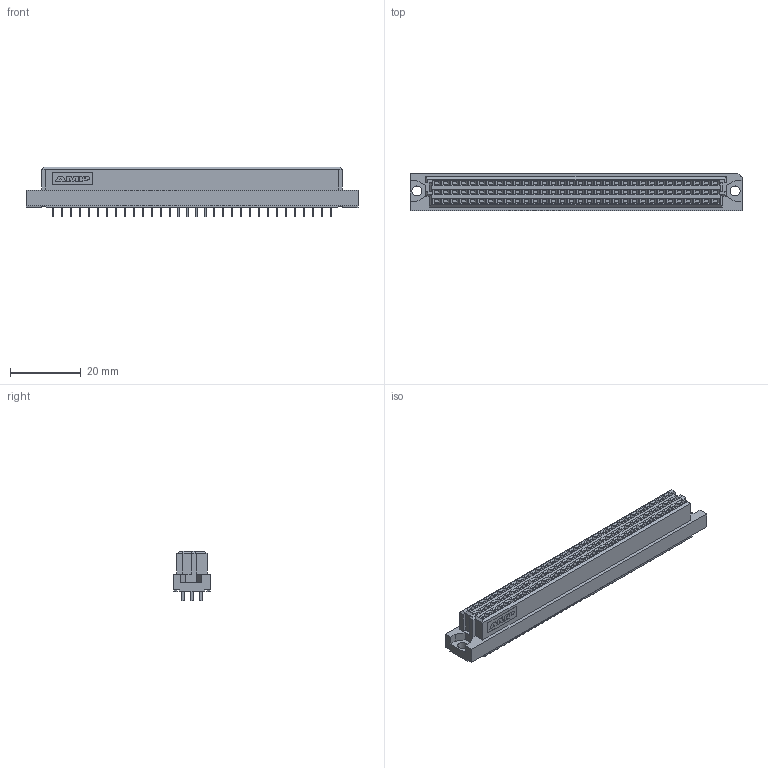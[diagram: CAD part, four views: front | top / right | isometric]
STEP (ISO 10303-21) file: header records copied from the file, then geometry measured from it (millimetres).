
FILE_DESCRIPTION((''),'2;1');
FILE_NAME('C-5535089-5','2012-06-14T',('workeradm'),('Tyco Electronics Ltd.'),'PRO/ENGINEER BY PARAMETRIC TECHNOLOGY CORPORATION, 2010430','PRO/ENGINEER BY PARAMETRIC TECHNOLOGY CORPORATION, 2010430','');
FILE_SCHEMA(('AUTOMOTIVE_DESIGN { 1 0 10303 214 1 1 1 1 }'));
Length unit declared in the file: millimetre
Products named in the file (1): C-5535089-5
Bounding box: 93.86 x 10.6 x 13.99 mm (x, y, z)
Volume: 8935.2 mm3; surface area: 5129 mm2
Topology: 1 solids, 1 shells, 1942 faces, 4879 edges, 3250 vertices
Faces by surface type: plane 1935, cylinder 5, extrusion 2
Entity records: 57142 total; most frequent: CARTESIAN_POINT 10133, ORIENTED_EDGE 9758, DIRECTION 8767, EDGE_CURVE 4879, VECTOR 4867, LINE 4865, VERTEX_POINT 3250, EDGE_LOOP 2257
